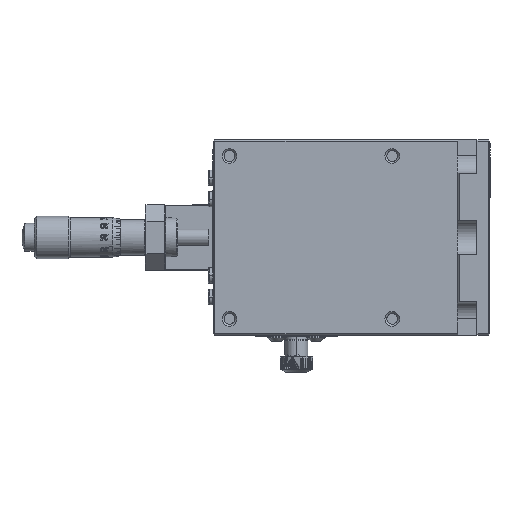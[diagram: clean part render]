
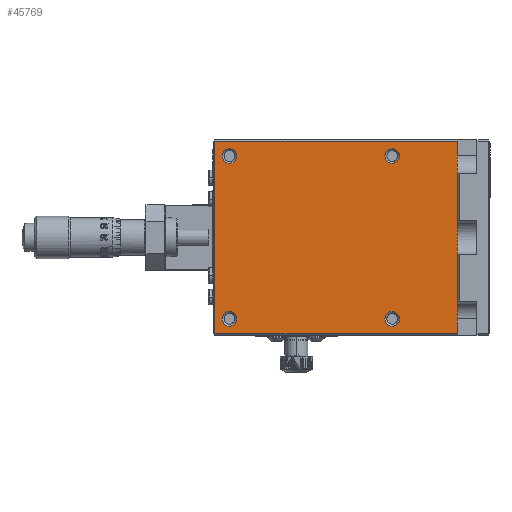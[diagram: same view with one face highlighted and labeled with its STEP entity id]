
A CAD part, left-side view. The second image highlights one B-rep face of the part: STEP entity #45769.
In plain terms, the highlighted planar face has unit normal (1, 0, 0).
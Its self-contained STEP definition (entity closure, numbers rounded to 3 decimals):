
#2 = ORIENTED_EDGE ( 'NONE', *, *, #50276, .F. ) ;
#117 = DIRECTION ( 'NONE',  ( 1., 0., 0. ) ) ;
#187 = CARTESIAN_POINT ( 'NONE',  ( 21.238, 22.268, -71.484 ) ) ;
#341 = DIRECTION ( 'NONE',  ( 0., 0., 1. ) ) ;
#641 = DIRECTION ( 'NONE',  ( 0., 0., 1. ) ) ;
#835 = DIRECTION ( 'NONE',  ( 1., 0., 0. ) ) ;
#915 = CARTESIAN_POINT ( 'NONE',  ( 21.238, 76.768, -16.484 ) ) ;
#1043 = CIRCLE ( 'NONE', #57859, 2.25 ) ;
#1572 = CIRCLE ( 'NONE', #41226, 2.25 ) ;
#2448 = DIRECTION ( 'NONE',  ( 0., 0., 1. ) ) ;
#2581 = DIRECTION ( 'NONE',  ( 1., 0., 0. ) ) ;
#2591 = CARTESIAN_POINT ( 'NONE',  ( 21.238, 76.768, -16.984 ) ) ;
#2657 = CARTESIAN_POINT ( 'NONE',  ( 21.238, 72.268, -71.484 ) ) ;
#3789 = VERTEX_POINT ( 'NONE', #28915 ) ;
#5264 = LINE ( 'NONE', #17691, #16173 ) ;
#5925 = LINE ( 'NONE', #18713, #7385 ) ;
#6028 = LINE ( 'NONE', #915, #18462 ) ;
#7385 = VECTOR ( 'NONE', #17840, 1000. ) ;
#8980 = CARTESIAN_POINT ( 'NONE',  ( 21.238, 22.268, -73.734 ) ) ;
#9087 = EDGE_CURVE ( 'NONE', #3789, #58466, #1043, .T. ) ;
#9135 = ORIENTED_EDGE ( 'NONE', *, *, #9990, .F. ) ;
#9188 = EDGE_CURVE ( 'NONE', #31376, #23696, #22892, .T. ) ;
#9679 = EDGE_LOOP ( 'NONE', ( #15884, #21800 ) ) ;
#9990 = EDGE_CURVE ( 'NONE', #40355, #22613, #32824, .T. ) ;
#10152 = DIRECTION ( 'NONE',  ( 0., 0., -1. ) ) ;
#10607 = EDGE_CURVE ( 'NONE', #18603, #58601, #42188, .T. ) ;
#10933 = ORIENTED_EDGE ( 'NONE', *, *, #18391, .T. ) ;
#11051 = EDGE_CURVE ( 'NONE', #23696, #31376, #46440, .T. ) ;
#11916 = CARTESIAN_POINT ( 'NONE',  ( 21.238, 22.268, -23.734 ) ) ;
#11988 = DIRECTION ( 'NONE',  ( 0., 0., 1. ) ) ;
#12045 = DIRECTION ( 'NONE',  ( 1., 0., 0. ) ) ;
#12117 = CARTESIAN_POINT ( 'NONE',  ( 21.238, 72.268, -21.484 ) ) ;
#13102 = ORIENTED_EDGE ( 'NONE', *, *, #19566, .T. ) ;
#14079 = ORIENTED_EDGE ( 'NONE', *, *, #9188, .F. ) ;
#15643 = FACE_BOUND ( 'NONE', #33188, .T. ) ;
#15884 = ORIENTED_EDGE ( 'NONE', *, *, #10607, .F. ) ;
#16173 = VECTOR ( 'NONE', #17281, 1000. ) ;
#16215 = DIRECTION ( 'NONE',  ( 1., 0., 0. ) ) ;
#16526 = AXIS2_PLACEMENT_3D ( 'NONE', #28620, #835, #33230 ) ;
#16550 = CARTESIAN_POINT ( 'NONE',  ( 21.238, 72.268, -73.734 ) ) ;
#17235 = AXIS2_PLACEMENT_3D ( 'NONE', #23330, #23323, #23266 ) ;
#17281 = DIRECTION ( 'NONE',  ( 0., 1., 0. ) ) ;
#17296 = DIRECTION ( 'NONE',  ( 0., 0., 1. ) ) ;
#17354 = DIRECTION ( 'NONE',  ( 1., 0., 0. ) ) ;
#17432 = CARTESIAN_POINT ( 'NONE',  ( 21.238, 22.268, -21.484 ) ) ;
#17691 = CARTESIAN_POINT ( 'NONE',  ( 21.238, 77.268, -75.984 ) ) ;
#17840 = DIRECTION ( 'NONE',  ( 0., 0., -1. ) ) ;
#18047 = EDGE_CURVE ( 'NONE', #23509, #55831, #6028, .T. ) ;
#18391 = EDGE_CURVE ( 'NONE', #55831, #32291, #50154, .T. ) ;
#18462 = VECTOR ( 'NONE', #641, 1000. ) ;
#18603 = VERTEX_POINT ( 'NONE', #44057 ) ;
#18713 = CARTESIAN_POINT ( 'NONE',  ( 21.238, 1.268, -16.484 ) ) ;
#19022 = EDGE_CURVE ( 'NONE', #32291, #27401, #5925, .T. ) ;
#19566 = EDGE_CURVE ( 'NONE', #27401, #23509, #5264, .T. ) ;
#21800 = ORIENTED_EDGE ( 'NONE', *, *, #44441, .F. ) ;
#22613 = VERTEX_POINT ( 'NONE', #8980 ) ;
#22892 = CIRCLE ( 'NONE', #53269, 2.25 ) ;
#23266 = DIRECTION ( 'NONE',  ( 0., 0., 1. ) ) ;
#23323 = DIRECTION ( 'NONE',  ( 1., 0., 0. ) ) ;
#23330 = CARTESIAN_POINT ( 'NONE',  ( 21.238, 72.268, -21.484 ) ) ;
#23509 = VERTEX_POINT ( 'NONE', #54010 ) ;
#23696 = VERTEX_POINT ( 'NONE', #50261 ) ;
#24115 = ORIENTED_EDGE ( 'NONE', *, *, #9087, .F. ) ;
#24967 = EDGE_LOOP ( 'NONE', ( #31654, #14079 ) ) ;
#26585 = CARTESIAN_POINT ( 'NONE',  ( 21.238, 1.268, -16.984 ) ) ;
#27401 = VERTEX_POINT ( 'NONE', #40446 ) ;
#27971 = FACE_BOUND ( 'NONE', #24967, .T. ) ;
#28385 = PLANE ( 'NONE',  #46145 ) ;
#28620 = CARTESIAN_POINT ( 'NONE',  ( 21.238, 22.268, -21.484 ) ) ;
#28915 = CARTESIAN_POINT ( 'NONE',  ( 21.238, 22.268, -19.234 ) ) ;
#29086 = AXIS2_PLACEMENT_3D ( 'NONE', #2657, #2581, #2448 ) ;
#29641 = AXIS2_PLACEMENT_3D ( 'NONE', #42254, #42243, #42183 ) ;
#31376 = VERTEX_POINT ( 'NONE', #55208 ) ;
#31654 = ORIENTED_EDGE ( 'NONE', *, *, #11051, .F. ) ;
#31692 = EDGE_LOOP ( 'NONE', ( #47639, #10933, #37506, #13102 ) ) ;
#32291 = VERTEX_POINT ( 'NONE', #26585 ) ;
#32824 = CIRCLE ( 'NONE', #41710, 2.25 ) ;
#33188 = EDGE_LOOP ( 'NONE', ( #9135, #49647 ) ) ;
#33197 = CARTESIAN_POINT ( 'NONE',  ( 21.238, 77.268, -16.484 ) ) ;
#33230 = DIRECTION ( 'NONE',  ( 0., 0., 1. ) ) ;
#37506 = ORIENTED_EDGE ( 'NONE', *, *, #19022, .T. ) ;
#37874 = DIRECTION ( 'NONE',  ( 1., 0., 0. ) ) ;
#40244 = FACE_BOUND ( 'NONE', #9679, .T. ) ;
#40355 = VERTEX_POINT ( 'NONE', #48386 ) ;
#40446 = CARTESIAN_POINT ( 'NONE',  ( 21.238, 1.268, -75.984 ) ) ;
#41226 = AXIS2_PLACEMENT_3D ( 'NONE', #43878, #16215, #48496 ) ;
#41710 = AXIS2_PLACEMENT_3D ( 'NONE', #187, #117, #341 ) ;
#42183 = DIRECTION ( 'NONE',  ( 0., 0., 1. ) ) ;
#42188 = CIRCLE ( 'NONE', #29641, 2.25 ) ;
#42243 = DIRECTION ( 'NONE',  ( 1., 0., 0. ) ) ;
#42254 = CARTESIAN_POINT ( 'NONE',  ( 21.238, 72.268, -71.484 ) ) ;
#43878 = CARTESIAN_POINT ( 'NONE',  ( 21.238, 22.268, -71.484 ) ) ;
#44057 = CARTESIAN_POINT ( 'NONE',  ( 21.238, 72.268, -69.234 ) ) ;
#44441 = EDGE_CURVE ( 'NONE', #58601, #18603, #49008, .T. ) ;
#45769 = ADVANCED_FACE ( 'NONE', ( #53968, #40244, #27971, #15643, #52487 ), #28385, .T. ) ;
#46145 = AXIS2_PLACEMENT_3D ( 'NONE', #33197, #37874, #10152 ) ;
#46296 = CIRCLE ( 'NONE', #16526, 2.25 ) ;
#46440 = CIRCLE ( 'NONE', #17235, 2.25 ) ;
#47258 = VECTOR ( 'NONE', #51804, 1000. ) ;
#47639 = ORIENTED_EDGE ( 'NONE', *, *, #18047, .T. ) ;
#48025 = EDGE_CURVE ( 'NONE', #22613, #40355, #1572, .T. ) ;
#48386 = CARTESIAN_POINT ( 'NONE',  ( 21.238, 22.268, -69.234 ) ) ;
#48496 = DIRECTION ( 'NONE',  ( 0., 0., 1. ) ) ;
#49008 = CIRCLE ( 'NONE', #29086, 2.25 ) ;
#49647 = ORIENTED_EDGE ( 'NONE', *, *, #48025, .F. ) ;
#50154 = LINE ( 'NONE', #54645, #47258 ) ;
#50261 = CARTESIAN_POINT ( 'NONE',  ( 21.238, 72.268, -19.234 ) ) ;
#50276 = EDGE_CURVE ( 'NONE', #58466, #3789, #46296, .T. ) ;
#51804 = DIRECTION ( 'NONE',  ( 0., -1., 0. ) ) ;
#52487 = FACE_BOUND ( 'NONE', #59576, .T. ) ;
#53269 = AXIS2_PLACEMENT_3D ( 'NONE', #12117, #12045, #11988 ) ;
#53968 = FACE_OUTER_BOUND ( 'NONE', #31692, .T. ) ;
#54010 = CARTESIAN_POINT ( 'NONE',  ( 21.238, 76.768, -75.984 ) ) ;
#54645 = CARTESIAN_POINT ( 'NONE',  ( 21.238, 77.268, -16.984 ) ) ;
#55208 = CARTESIAN_POINT ( 'NONE',  ( 21.238, 72.268, -23.734 ) ) ;
#55831 = VERTEX_POINT ( 'NONE', #2591 ) ;
#57859 = AXIS2_PLACEMENT_3D ( 'NONE', #17432, #17354, #17296 ) ;
#58466 = VERTEX_POINT ( 'NONE', #11916 ) ;
#58601 = VERTEX_POINT ( 'NONE', #16550 ) ;
#59576 = EDGE_LOOP ( 'NONE', ( #24115, #2 ) ) ;
